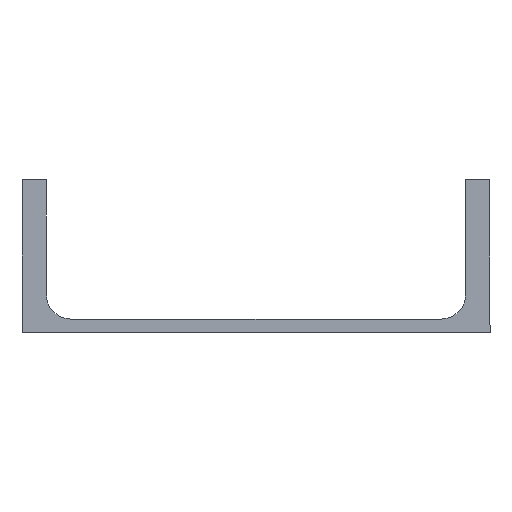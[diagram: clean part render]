
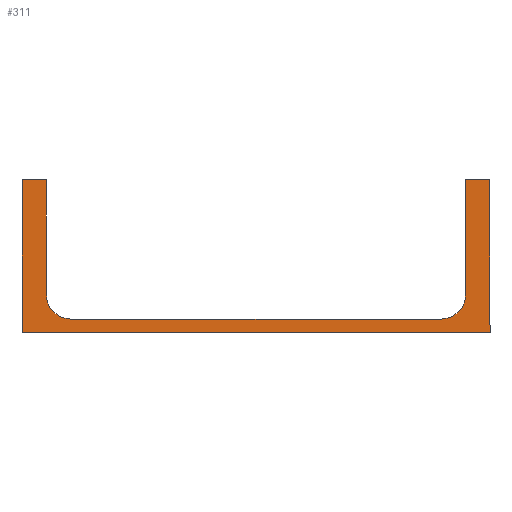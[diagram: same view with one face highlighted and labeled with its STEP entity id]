
A CAD part, left-side view. The second image highlights one B-rep face of the part: STEP entity #311.
In plain terms, the highlighted planar face has unit normal (-1, 0, 0).
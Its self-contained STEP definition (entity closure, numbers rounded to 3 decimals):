
#11 = CARTESIAN_POINT ( 'NONE',  ( -2992.5, 91., -7.2 ) ) ;
#18 = ORIENTED_EDGE ( 'NONE', *, *, #310, .T. ) ;
#25 = DIRECTION ( 'NONE',  ( 0., -1., 0. ) ) ;
#39 = CARTESIAN_POINT ( 'NONE',  ( -2992.5, -103., 61.3 ) ) ;
#40 = LINE ( 'NONE', #613, #555 ) ;
#52 = AXIS2_PLACEMENT_3D ( 'NONE', #450, #282, #176 ) ;
#54 = CARTESIAN_POINT ( 'NONE',  ( -2992.5, 103., 61.3 ) ) ;
#72 = EDGE_CURVE ( 'NONE', #446, #323, #224, .T. ) ;
#80 = CARTESIAN_POINT ( 'NONE',  ( -2992.5, 91., -7.2 ) ) ;
#82 = ORIENTED_EDGE ( 'NONE', *, *, #705, .F. ) ;
#83 = CARTESIAN_POINT ( 'NONE',  ( -2992.5, -91., 4.8 ) ) ;
#89 = DIRECTION ( 'NONE',  ( 0., 1., 0. ) ) ;
#91 = EDGE_LOOP ( 'NONE', ( #637, #719, #583, #82, #674, #256, #155, #371, #18, #670 ) ) ;
#97 = DIRECTION ( 'NONE',  ( 0., -1., 0. ) ) ;
#103 = VECTOR ( 'NONE', #561, 1000. ) ;
#143 = PLANE ( 'NONE',  #501 ) ;
#155 = ORIENTED_EDGE ( 'NONE', *, *, #445, .T. ) ;
#167 = LINE ( 'NONE', #391, #692 ) ;
#176 = DIRECTION ( 'NONE',  ( 0., 1., 0. ) ) ;
#194 = CARTESIAN_POINT ( 'NONE',  ( -2992.5, 115., -13.7 ) ) ;
#200 = EDGE_CURVE ( 'NONE', #429, #603, #649, .T. ) ;
#216 = EDGE_CURVE ( 'NONE', #446, #426, #594, .T. ) ;
#224 = CIRCLE ( 'NONE', #52, 12. ) ;
#226 = CARTESIAN_POINT ( 'NONE',  ( -2992.5, 115., 61.3 ) ) ;
#251 = VERTEX_POINT ( 'NONE', #585 ) ;
#256 = ORIENTED_EDGE ( 'NONE', *, *, #200, .F. ) ;
#279 = LINE ( 'NONE', #518, #103 ) ;
#282 = DIRECTION ( 'NONE',  ( 1., 0., 0. ) ) ;
#305 = DIRECTION ( 'NONE',  ( 0., 0., 1. ) ) ;
#310 = EDGE_CURVE ( 'NONE', #251, #707, #40, .T. ) ;
#311 = ADVANCED_FACE ( 'NONE', ( #604 ), #143, .T. ) ;
#323 = VERTEX_POINT ( 'NONE', #490 ) ;
#324 = CARTESIAN_POINT ( 'NONE',  ( -2992.5, -91., 4.8 ) ) ;
#326 = CARTESIAN_POINT ( 'NONE',  ( -2992.5, -103., 4.8 ) ) ;
#339 = DIRECTION ( 'NONE',  ( 0., -1., 0. ) ) ;
#364 = CARTESIAN_POINT ( 'NONE',  ( -2992.5, -115., -13.7 ) ) ;
#371 = ORIENTED_EDGE ( 'NONE', *, *, #499, .T. ) ;
#376 = CARTESIAN_POINT ( 'NONE',  ( -2992.5, -115., -13.7 ) ) ;
#391 = CARTESIAN_POINT ( 'NONE',  ( -2992.5, 115., -13.7 ) ) ;
#401 = VECTOR ( 'NONE', #420, 1000. ) ;
#420 = DIRECTION ( 'NONE',  ( 0., 0., 1. ) ) ;
#426 = VERTEX_POINT ( 'NONE', #633 ) ;
#427 = DIRECTION ( 'NONE',  ( -1., 0., 0. ) ) ;
#429 = VERTEX_POINT ( 'NONE', #679 ) ;
#445 = EDGE_CURVE ( 'NONE', #429, #588, #167, .T. ) ;
#446 = VERTEX_POINT ( 'NONE', #11 ) ;
#448 = VECTOR ( 'NONE', #722, 1000. ) ;
#450 = CARTESIAN_POINT ( 'NONE',  ( -2992.5, 91., 4.8 ) ) ;
#488 = DIRECTION ( 'NONE',  ( 0., -1., 0. ) ) ;
#490 = CARTESIAN_POINT ( 'NONE',  ( -2992.5, 103., 4.8 ) ) ;
#499 = EDGE_CURVE ( 'NONE', #588, #251, #704, .T. ) ;
#501 = AXIS2_PLACEMENT_3D ( 'NONE', #324, #661, #97 ) ;
#502 = CIRCLE ( 'NONE', #580, 12. ) ;
#518 = CARTESIAN_POINT ( 'NONE',  ( -2992.5, 103., 61.3 ) ) ;
#547 = LINE ( 'NONE', #39, #448 ) ;
#555 = VECTOR ( 'NONE', #89, 1000. ) ;
#557 = CARTESIAN_POINT ( 'NONE',  ( -2992.5, -103., 61.3 ) ) ;
#561 = DIRECTION ( 'NONE',  ( 0., 0., -1. ) ) ;
#570 = DIRECTION ( 'NONE',  ( 0., -1., 0. ) ) ;
#580 = AXIS2_PLACEMENT_3D ( 'NONE', #83, #427, #488 ) ;
#583 = ORIENTED_EDGE ( 'NONE', *, *, #72, .T. ) ;
#585 = CARTESIAN_POINT ( 'NONE',  ( -2992.5, -115., 61.3 ) ) ;
#586 = EDGE_CURVE ( 'NONE', #707, #590, #547, .T. ) ;
#588 = VERTEX_POINT ( 'NONE', #376 ) ;
#590 = VERTEX_POINT ( 'NONE', #326 ) ;
#594 = LINE ( 'NONE', #80, #625 ) ;
#596 = CARTESIAN_POINT ( 'NONE',  ( -2992.5, 115., 61.3 ) ) ;
#603 = VERTEX_POINT ( 'NONE', #596 ) ;
#604 = FACE_OUTER_BOUND ( 'NONE', #91, .T. ) ;
#613 = CARTESIAN_POINT ( 'NONE',  ( -2992.5, -115., 61.3 ) ) ;
#625 = VECTOR ( 'NONE', #25, 1000. ) ;
#633 = CARTESIAN_POINT ( 'NONE',  ( -2992.5, -91., -7.2 ) ) ;
#637 = ORIENTED_EDGE ( 'NONE', *, *, #677, .F. ) ;
#649 = LINE ( 'NONE', #194, #726 ) ;
#652 = VECTOR ( 'NONE', #339, 1000. ) ;
#661 = DIRECTION ( 'NONE',  ( -1., 0., 0. ) ) ;
#670 = ORIENTED_EDGE ( 'NONE', *, *, #586, .T. ) ;
#674 = ORIENTED_EDGE ( 'NONE', *, *, #699, .F. ) ;
#677 = EDGE_CURVE ( 'NONE', #426, #590, #502, .T. ) ;
#679 = CARTESIAN_POINT ( 'NONE',  ( -2992.5, 115., -13.7 ) ) ;
#685 = LINE ( 'NONE', #226, #652 ) ;
#692 = VECTOR ( 'NONE', #570, 1000. ) ;
#699 = EDGE_CURVE ( 'NONE', #603, #716, #685, .T. ) ;
#704 = LINE ( 'NONE', #364, #401 ) ;
#705 = EDGE_CURVE ( 'NONE', #716, #323, #279, .T. ) ;
#707 = VERTEX_POINT ( 'NONE', #557 ) ;
#716 = VERTEX_POINT ( 'NONE', #54 ) ;
#719 = ORIENTED_EDGE ( 'NONE', *, *, #216, .F. ) ;
#722 = DIRECTION ( 'NONE',  ( 0., 0., -1. ) ) ;
#726 = VECTOR ( 'NONE', #305, 1000. ) ;
